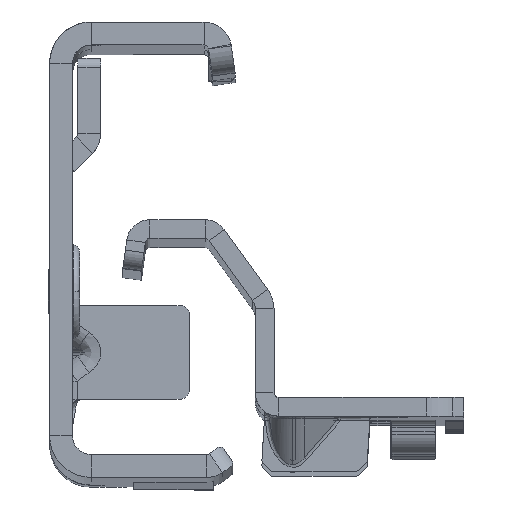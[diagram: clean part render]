
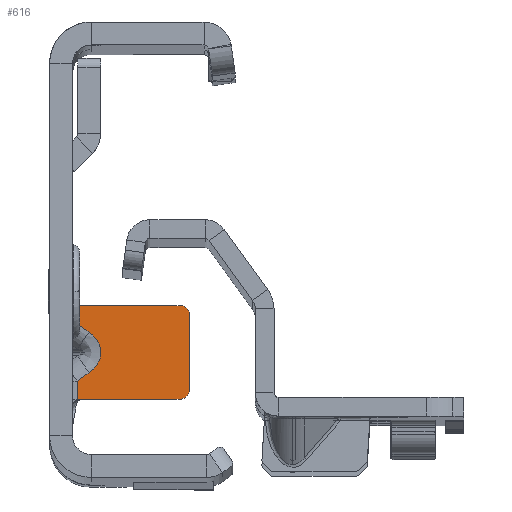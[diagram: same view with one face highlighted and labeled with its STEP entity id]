
A CAD part, top view. The second image highlights one B-rep face of the part: STEP entity #616.
In plain terms, the highlighted planar face has unit normal (0, 0, 1).
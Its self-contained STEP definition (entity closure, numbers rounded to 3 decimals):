
#554 = EDGE_CURVE ( 'NONE', #32091, #8835, #9620, .T. ) ;
#616 = ADVANCED_FACE ( 'NONE', ( #11830 ), #8813, .F. ) ;
#801 = CARTESIAN_POINT ( 'NONE',  ( 2.628, -11.106, -591.5 ) ) ;
#1028 = CARTESIAN_POINT ( 'NONE',  ( -7.344, 22.3, -591.5 ) ) ;
#1627 = EDGE_CURVE ( 'NONE', #20408, #26648, #6097, .T. ) ;
#1687 = ORIENTED_EDGE ( 'NONE', *, *, #5942, .T. ) ;
#1734 = DIRECTION ( 'NONE',  ( 0., 1., 0. ) ) ;
#2615 = DIRECTION ( 'NONE',  ( 0., 1., 0. ) ) ;
#2730 = EDGE_CURVE ( 'NONE', #9465, #6887, #16870, .T. ) ;
#2792 = AXIS2_PLACEMENT_3D ( 'NONE', #1028, #17633, #25220 ) ;
#2796 = CARTESIAN_POINT ( 'NONE',  ( 1.778, -11.707, -591.5 ) ) ;
#2883 = CARTESIAN_POINT ( 'NONE',  ( 0.71, -14.55, -591.5 ) ) ;
#3293 = CARTESIAN_POINT ( 'NONE',  ( 12.5, -5.55, -591.5 ) ) ;
#4028 = CARTESIAN_POINT ( 'NONE',  ( 0.57, -4.55, -591.5 ) ) ;
#5290 = CARTESIAN_POINT ( 'NONE',  ( 11.5, -5.55, -591.5 ) ) ;
#5536 = CARTESIAN_POINT ( 'NONE',  ( 0.57, -14.55, -591.5 ) ) ;
#5942 = EDGE_CURVE ( 'NONE', #6887, #20939, #18772, .T. ) ;
#5955 = CARTESIAN_POINT ( 'NONE',  ( 0.5, 22.3, -591.5 ) ) ;
#6097 =( BOUNDED_CURVE ( )  B_SPLINE_CURVE ( 3, ( #2796, #13591, #24354, #32478 ),
 .UNSPECIFIED., .F., .T. ) 
 B_SPLINE_CURVE_WITH_KNOTS ( ( 4, 4 ),
 ( 2.356, 3.927 ),
 .UNSPECIFIED. ) 
 CURVE ( )  GEOMETRIC_REPRESENTATION_ITEM ( )  RATIONAL_B_SPLINE_CURVE ( ( 1., 0.805, 0.805, 1. ) ) 
 REPRESENTATION_ITEM ( '' )  );
#6102 = CARTESIAN_POINT ( 'NONE',  ( 1.35, -7.091, -591.5 ) ) ;
#6433 = ORIENTED_EDGE ( 'NONE', *, *, #554, .T. ) ;
#6499 = LINE ( 'NONE', #5955, #30586 ) ;
#6568 = ORIENTED_EDGE ( 'NONE', *, *, #23354, .F. ) ;
#6826 = CARTESIAN_POINT ( 'NONE',  ( -7.344, -14.55, -591.5 ) ) ;
#6887 = VERTEX_POINT ( 'NONE', #29790 ) ;
#7634 = LINE ( 'NONE', #15220, #11441 ) ;
#7889 = ORIENTED_EDGE ( 'NONE', *, *, #17568, .T. ) ;
#8135 = DIRECTION ( 'NONE',  ( 0., 0., 1. ) ) ;
#8589 = LINE ( 'NONE', #6102, #9230 ) ;
#8813 = PLANE ( 'NONE',  #2792 ) ;
#8835 = VERTEX_POINT ( 'NONE', #29712 ) ;
#9014 = AXIS2_PLACEMENT_3D ( 'NONE', #5290, #8135, #2615 ) ;
#9029 = ORIENTED_EDGE ( 'NONE', *, *, #28473, .T. ) ;
#9230 = VECTOR ( 'NONE', #30271, 1000. ) ;
#9465 = VERTEX_POINT ( 'NONE', #10085 ) ;
#9620 = CIRCLE ( 'NONE', #9014, 1. ) ;
#10085 = CARTESIAN_POINT ( 'NONE',  ( 0.71, -14.55, -591.5 ) ) ;
#10488 = DIRECTION ( 'NONE',  ( 0., 1., 0. ) ) ;
#11070 = EDGE_CURVE ( 'NONE', #34327, #26549, #24385, .T. ) ;
#11441 = VECTOR ( 'NONE', #29312, 1000. ) ;
#11654 = CARTESIAN_POINT ( 'NONE',  ( 0.64, -4.55, -591.5 ) ) ;
#11830 = FACE_OUTER_BOUND ( 'NONE', #15770, .T. ) ;
#12136 = ORIENTED_EDGE ( 'NONE', *, *, #18020, .F. ) ;
#12548 = CARTESIAN_POINT ( 'NONE',  ( 1.778, -7.393, -591.5 ) ) ;
#13591 = CARTESIAN_POINT ( 'NONE',  ( 3.565, -10.443, -591.5 ) ) ;
#14492 = EDGE_CURVE ( 'NONE', #20939, #32091, #19042, .T. ) ;
#14841 = VECTOR ( 'NONE', #25527, 1000. ) ;
#15220 = CARTESIAN_POINT ( 'NONE',  ( -7.344, -4.55, -591.5 ) ) ;
#15770 = EDGE_LOOP ( 'NONE', ( #18118, #18884, #6568, #21708, #7889, #29057, #1687, #29545, #6433, #9029, #12136, #20645 ) ) ;
#15996 = B_SPLINE_CURVE_WITH_KNOTS ( 'NONE', 3,
 ( #27436, #5536, #16154, #2883 ),
 .UNSPECIFIED., .F., .F.,
 ( 4, 4 ),
 ( 0., 0. ),
 .UNSPECIFIED. ) ;
#16154 = CARTESIAN_POINT ( 'NONE',  ( 0.64, -14.55, -591.5 ) ) ;
#16559 = DIRECTION ( 'NONE',  ( 0., 1., 0. ) ) ;
#16870 = LINE ( 'NONE', #6826, #14841 ) ;
#17043 = LINE ( 'NONE', #801, #22595 ) ;
#17105 = CARTESIAN_POINT ( 'NONE',  ( 0.71, -4.55, -591.5 ) ) ;
#17568 = EDGE_CURVE ( 'NONE', #33611, #9465, #15996, .T. ) ;
#17633 = DIRECTION ( 'NONE',  ( 0., 0., -1. ) ) ;
#17960 = CARTESIAN_POINT ( 'NONE',  ( 0.5, -14.55, -591.5 ) ) ;
#17988 = DIRECTION ( 'NONE',  ( 0., 0., 1. ) ) ;
#18020 = EDGE_CURVE ( 'NONE', #26549, #21632, #31918, .T. ) ;
#18118 = ORIENTED_EDGE ( 'NONE', *, *, #33933, .F. ) ;
#18772 = CIRCLE ( 'NONE', #26061, 1. ) ;
#18884 = ORIENTED_EDGE ( 'NONE', *, *, #1627, .F. ) ;
#19042 = LINE ( 'NONE', #19738, #20230 ) ;
#19074 = CARTESIAN_POINT ( 'NONE',  ( 0.5, 22.3, -591.5 ) ) ;
#19738 = CARTESIAN_POINT ( 'NONE',  ( 12.5, 22.3, -591.5 ) ) ;
#20105 = CARTESIAN_POINT ( 'NONE',  ( 0.5, -12.61, -591.5 ) ) ;
#20230 = VECTOR ( 'NONE', #10488, 1000. ) ;
#20362 = CARTESIAN_POINT ( 'NONE',  ( 0.71, -4.55, -591.5 ) ) ;
#20408 = VERTEX_POINT ( 'NONE', #30217 ) ;
#20645 = ORIENTED_EDGE ( 'NONE', *, *, #11070, .F. ) ;
#20939 = VERTEX_POINT ( 'NONE', #33636 ) ;
#21632 = VERTEX_POINT ( 'NONE', #20362 ) ;
#21708 = ORIENTED_EDGE ( 'NONE', *, *, #29615, .F. ) ;
#22595 = VECTOR ( 'NONE', #33457, 1000. ) ;
#23354 = EDGE_CURVE ( 'NONE', #28647, #20408, #17043, .T. ) ;
#24354 = CARTESIAN_POINT ( 'NONE',  ( 3.565, -8.657, -591.5 ) ) ;
#24385 = LINE ( 'NONE', #19074, #26366 ) ;
#25220 = DIRECTION ( 'NONE',  ( 0., 1., 0. ) ) ;
#25527 = DIRECTION ( 'NONE',  ( 1., 0., 0. ) ) ;
#25910 = CARTESIAN_POINT ( 'NONE',  ( 11.5, -13.55, -591.5 ) ) ;
#26061 = AXIS2_PLACEMENT_3D ( 'NONE', #25910, #17988, #1734 ) ;
#26366 = VECTOR ( 'NONE', #27219, 1000. ) ;
#26549 = VERTEX_POINT ( 'NONE', #28767 ) ;
#26648 = VERTEX_POINT ( 'NONE', #12548 ) ;
#27219 = DIRECTION ( 'NONE',  ( 0., 1., 0. ) ) ;
#27436 = CARTESIAN_POINT ( 'NONE',  ( 0.5, -14.55, -591.5 ) ) ;
#27888 = CARTESIAN_POINT ( 'NONE',  ( 0.5, -4.55, -591.5 ) ) ;
#27966 = CARTESIAN_POINT ( 'NONE',  ( 0.5, -6.49, -591.5 ) ) ;
#28473 = EDGE_CURVE ( 'NONE', #8835, #21632, #7634, .T. ) ;
#28647 = VERTEX_POINT ( 'NONE', #20105 ) ;
#28767 = CARTESIAN_POINT ( 'NONE',  ( 0.5, -4.55, -591.5 ) ) ;
#29057 = ORIENTED_EDGE ( 'NONE', *, *, #2730, .T. ) ;
#29312 = DIRECTION ( 'NONE',  ( -1., 0., 0. ) ) ;
#29545 = ORIENTED_EDGE ( 'NONE', *, *, #14492, .T. ) ;
#29615 = EDGE_CURVE ( 'NONE', #33611, #28647, #6499, .T. ) ;
#29712 = CARTESIAN_POINT ( 'NONE',  ( 11.5, -4.55, -591.5 ) ) ;
#29790 = CARTESIAN_POINT ( 'NONE',  ( 11.5, -14.55, -591.5 ) ) ;
#30217 = CARTESIAN_POINT ( 'NONE',  ( 1.778, -11.707, -591.5 ) ) ;
#30271 = DIRECTION ( 'NONE',  ( -0.816, 0.577, 0. ) ) ;
#30586 = VECTOR ( 'NONE', #16559, 1000. ) ;
#31918 = B_SPLINE_CURVE_WITH_KNOTS ( 'NONE', 3,
 ( #27888, #4028, #11654, #17105 ),
 .UNSPECIFIED., .F., .F.,
 ( 4, 4 ),
 ( 0., 0. ),
 .UNSPECIFIED. ) ;
#32091 = VERTEX_POINT ( 'NONE', #3293 ) ;
#32478 = CARTESIAN_POINT ( 'NONE',  ( 1.778, -7.393, -591.5 ) ) ;
#33457 = DIRECTION ( 'NONE',  ( 0.816, 0.577, 0. ) ) ;
#33611 = VERTEX_POINT ( 'NONE', #17960 ) ;
#33636 = CARTESIAN_POINT ( 'NONE',  ( 12.5, -13.55, -591.5 ) ) ;
#33933 = EDGE_CURVE ( 'NONE', #26648, #34327, #8589, .T. ) ;
#34327 = VERTEX_POINT ( 'NONE', #27966 ) ;
